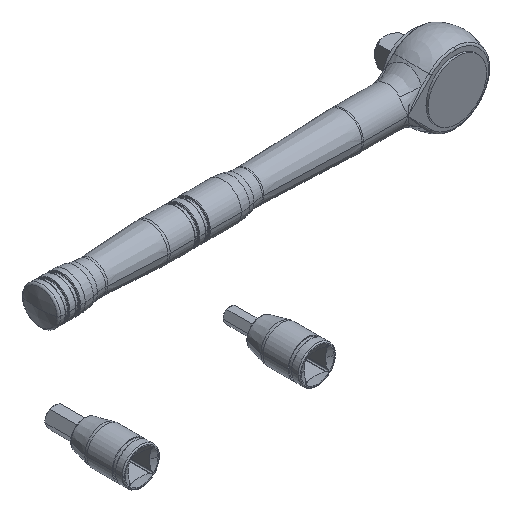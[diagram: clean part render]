
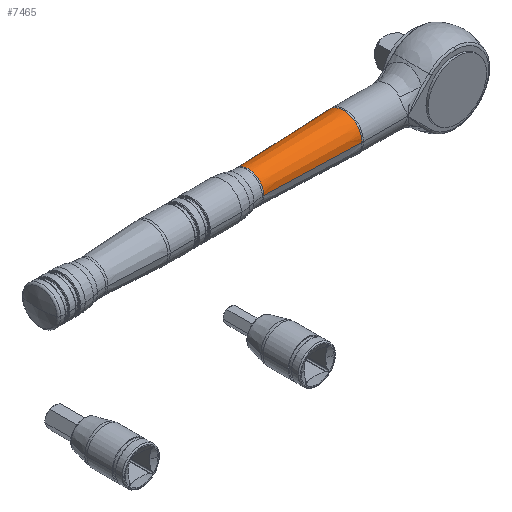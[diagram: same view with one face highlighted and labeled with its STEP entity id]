
A CAD part, isometric view. The second image highlights one B-rep face of the part: STEP entity #7465.
In plain terms, the highlighted conical face has half-angle 1.868 degrees and reference radius 8.5 mm.
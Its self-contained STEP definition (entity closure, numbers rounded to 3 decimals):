
#88 = VERTEX_POINT ( 'NONE', #3506 ) ;
#287 = EDGE_CURVE ( 'NONE', #1610, #88, #5018, .T. ) ;
#492 = VERTEX_POINT ( 'NONE', #2510 ) ;
#853 = CARTESIAN_POINT ( 'NONE',  ( -42., -8.5, 0. ) ) ;
#914 = DIRECTION ( 'NONE',  ( 1., 0., 0. ) ) ;
#1108 = DIRECTION ( 'NONE',  ( 0., -1., 0. ) ) ;
#1366 = CIRCLE ( 'NONE', #7035, 8.489 ) ;
#1394 = AXIS2_PLACEMENT_3D ( 'NONE', #6141, #914, #3255 ) ;
#1610 = VERTEX_POINT ( 'NONE', #2396 ) ;
#1635 = CARTESIAN_POINT ( 'NONE',  ( -42., 0., 0. ) ) ;
#1714 = LINE ( 'NONE', #4000, #6751 ) ;
#1741 = EDGE_CURVE ( 'NONE', #3536, #1610, #6204, .T. ) ;
#1775 = AXIS2_PLACEMENT_3D ( 'NONE', #1635, #2171, #6164 ) ;
#1888 = CONICAL_SURFACE ( 'NONE', #1775, 8.5, 0.033 ) ;
#2171 = DIRECTION ( 'NONE',  ( 1., 0., 0. ) ) ;
#2302 = ORIENTED_EDGE ( 'NONE', *, *, #4550, .T. ) ;
#2396 = CARTESIAN_POINT ( 'NONE',  ( -85.552, -7.08, 0. ) ) ;
#2496 = DIRECTION ( 'NONE',  ( 0.999, 0.033, 0. ) ) ;
#2510 = CARTESIAN_POINT ( 'NONE',  ( -42.326, 8.489, 0. ) ) ;
#2569 = DIRECTION ( 'NONE',  ( 0.999, -0.033, 0. ) ) ;
#3255 = DIRECTION ( 'NONE',  ( 0., 1., 0. ) ) ;
#3506 = CARTESIAN_POINT ( 'NONE',  ( -42.326, -8.489, 0. ) ) ;
#3536 = VERTEX_POINT ( 'NONE', #6041 ) ;
#3711 = FACE_OUTER_BOUND ( 'NONE', #7338, .T. ) ;
#3960 = DIRECTION ( 'NONE',  ( -1., 0., 0. ) ) ;
#4000 = CARTESIAN_POINT ( 'NONE',  ( -42., 8.5, 0. ) ) ;
#4421 = ORIENTED_EDGE ( 'NONE', *, *, #1741, .T. ) ;
#4550 = EDGE_CURVE ( 'NONE', #88, #492, #1366, .T. ) ;
#4747 = VECTOR ( 'NONE', #2569, 1000. ) ;
#5018 = LINE ( 'NONE', #853, #4747 ) ;
#6041 = CARTESIAN_POINT ( 'NONE',  ( -85.552, 7.08, 0. ) ) ;
#6141 = CARTESIAN_POINT ( 'NONE',  ( -85.552, 0., 0. ) ) ;
#6164 = DIRECTION ( 'NONE',  ( 0., 1., 0. ) ) ;
#6204 = CIRCLE ( 'NONE', #1394, 7.08 ) ;
#6550 = ORIENTED_EDGE ( 'NONE', *, *, #287, .T. ) ;
#6691 = EDGE_CURVE ( 'NONE', #3536, #492, #1714, .T. ) ;
#6751 = VECTOR ( 'NONE', #2496, 1000. ) ;
#7035 = AXIS2_PLACEMENT_3D ( 'NONE', #7398, #3960, #1108 ) ;
#7084 = ORIENTED_EDGE ( 'NONE', *, *, #6691, .F. ) ;
#7338 = EDGE_LOOP ( 'NONE', ( #4421, #6550, #2302, #7084 ) ) ;
#7398 = CARTESIAN_POINT ( 'NONE',  ( -42.326, 0., 0. ) ) ;
#7465 = ADVANCED_FACE ( 'NONE', ( #3711 ), #1888, .T. ) ;
